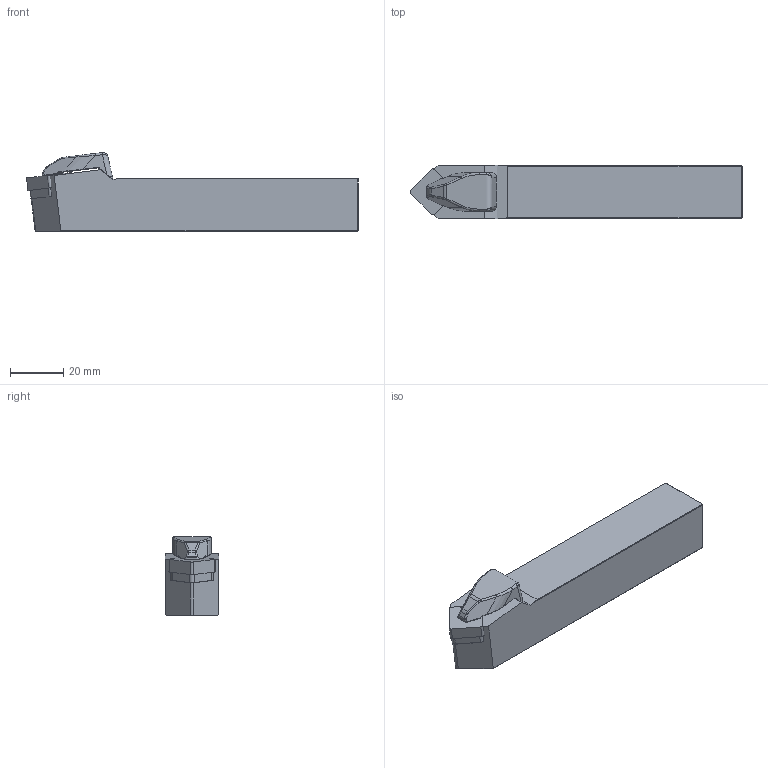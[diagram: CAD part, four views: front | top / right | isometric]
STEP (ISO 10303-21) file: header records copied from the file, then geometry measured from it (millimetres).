
FILE_DESCRIPTION(/* description */ (''),/* implementation_level */ '2;1');
FILE_NAME(/* name */ 'TSDNN-2020-K12.stp',/* time_stamp */ '2023-10-17T10:56:12+03:00',/* author */ (''),/* organization */ (''),/* preprocessor_version */ 'ST-DEVELOPER v19.4',/* originating_system */ 'SIEMENS PLM Software NX2306.3001',/* authorisation */ '');
FILE_SCHEMA (('AUTOMOTIVE_DESIGN { 1 0 10303 214 3 1 1 1 }'));
Length unit declared in the file: millimetre
Products named in the file (1): TSDNN-2020-K12
Bounding box: 124.67 x 20 x 29.61 mm (x, y, z)
Volume: 49735.9 mm3; surface area: 11815.1 mm2
Topology: 2 solids, 3 shells, 138 faces, 328 edges, 193 vertices
Faces by surface type: plane 61, cylinder 50, bspline 21, sphere 4, torus 2
Full cylindrical faces by diameter (mm): 4.4 x1, 5.2 x1, 6.4 x1
Entity records: 4325 total; most frequent: CARTESIAN_POINT 1187, DIRECTION 665, ORIENTED_EDGE 636, EDGE_CURVE 318, AXIS2_PLACEMENT_3D 241, VERTEX_POINT 193, LINE 183, VECTOR 183
